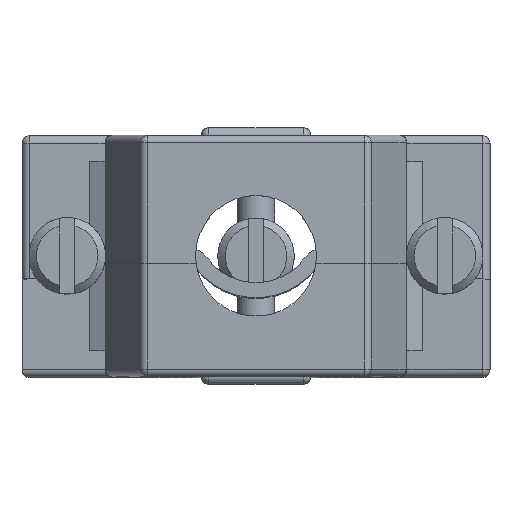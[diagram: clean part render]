
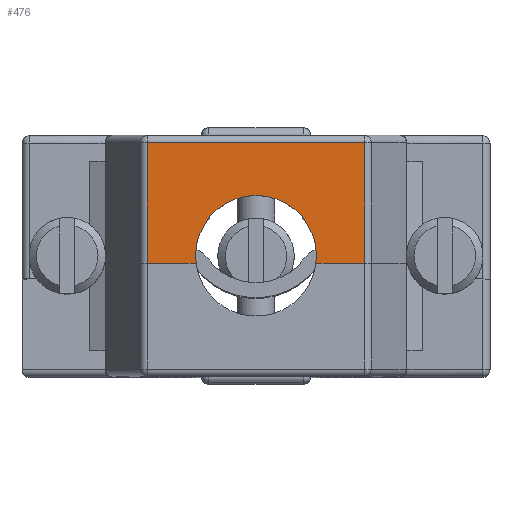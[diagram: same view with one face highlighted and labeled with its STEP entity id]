
A CAD part, top view. The second image highlights one B-rep face of the part: STEP entity #476.
In plain terms, the highlighted planar face has unit normal (0, 0, 1).
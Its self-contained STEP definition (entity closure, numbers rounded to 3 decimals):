
#476 = ADVANCED_FACE( '', ( #1051 ), #1052, .T. );
#1051 = FACE_OUTER_BOUND( '', #1714, .T. );
#1052 = PLANE( '', #1715 );
#1714 = EDGE_LOOP( '', ( #2733, #2734, #2735, #2736, #2737, #2738 ) );
#1715 = AXIS2_PLACEMENT_3D( '', #2739, #2740, #2741 );
#2733 = ORIENTED_EDGE( '', *, *, #4636, .T. );
#2734 = ORIENTED_EDGE( '', *, *, #4799, .T. );
#2735 = ORIENTED_EDGE( '', *, *, #4800, .T. );
#2736 = ORIENTED_EDGE( '', *, *, #4801, .T. );
#2737 = ORIENTED_EDGE( '', *, *, #4689, .T. );
#2738 = ORIENTED_EDGE( '', *, *, #4802, .T. );
#2739 = CARTESIAN_POINT( '', ( -7.5, -0.5, 35.6 ) );
#2740 = DIRECTION( '', ( 0., 0., 1. ) );
#2741 = DIRECTION( '', ( 1., 0., 0. ) );
#4636 = EDGE_CURVE( '', #5457, #5455, #5458, .T. );
#4689 = EDGE_CURVE( '', #5560, #5558, #5561, .T. );
#4799 = EDGE_CURVE( '', #5455, #5744, #5745, .T. );
#4800 = EDGE_CURVE( '', #5744, #5746, #5747, .F. );
#4801 = EDGE_CURVE( '', #5746, #5560, #5748, .F. );
#4802 = EDGE_CURVE( '', #5558, #5457, #5749, .T. );
#5455 = VERTEX_POINT( '', #6555 );
#5457 = VERTEX_POINT( '', #6557 );
#5458 = LINE( '', #6558, #6559 );
#5558 = VERTEX_POINT( '', #6702 );
#5560 = VERTEX_POINT( '', #6705 );
#5561 = LINE( '', #6706, #6707 );
#5744 = VERTEX_POINT( '', #6982 );
#5745 = LINE( '', #6983, #6984 );
#5746 = VERTEX_POINT( '', #6985 );
#5747 = LINE( '', #6986, #6987 );
#5748 = LINE( '', #6988, #6989 );
#5749 = CIRCLE( '', #6990, 4. );
#6555 = CARTESIAN_POINT( '', ( 7.191, -0.5, 35.6 ) );
#6557 = CARTESIAN_POINT( '', ( 3.969, -0.5, 35.6 ) );
#6558 = CARTESIAN_POINT( '', ( -7.5, -0.5, 35.6 ) );
#6559 = VECTOR( '', #8051, 1000. );
#6702 = CARTESIAN_POINT( '', ( -3.969, -0.5, 35.6 ) );
#6705 = CARTESIAN_POINT( '', ( -7.191, -0.5, 35.6 ) );
#6706 = CARTESIAN_POINT( '', ( -7.5, -0.5, 35.6 ) );
#6707 = VECTOR( '', #8120, 1000. );
#6982 = CARTESIAN_POINT( '', ( 7.191, 7.5, 35.6 ) );
#6983 = CARTESIAN_POINT( '', ( 7.191, -0.5, 35.6 ) );
#6984 = VECTOR( '', #8264, 1000. );
#6985 = CARTESIAN_POINT( '', ( -7.191, 7.5, 35.6 ) );
#6986 = CARTESIAN_POINT( '', ( -7.5, 7.5, 35.6 ) );
#6987 = VECTOR( '', #8265, 1000. );
#6988 = CARTESIAN_POINT( '', ( -7.191, -0.5, 35.6 ) );
#6989 = VECTOR( '', #8266, 1000. );
#6990 = AXIS2_PLACEMENT_3D( '', #8267, #8268, #8269 );
#8051 = DIRECTION( '', ( 1., 0., 0. ) );
#8120 = DIRECTION( '', ( 1., 0., 0. ) );
#8264 = DIRECTION( '', ( 0., 1., 0. ) );
#8265 = DIRECTION( '', ( 1., 0., 0. ) );
#8266 = DIRECTION( '', ( 0., 1., 0. ) );
#8267 = CARTESIAN_POINT( '', ( 0., 0., 35.6 ) );
#8268 = DIRECTION( '', ( 0., 0., -1. ) );
#8269 = DIRECTION( '', ( 1., 0., 0. ) );
